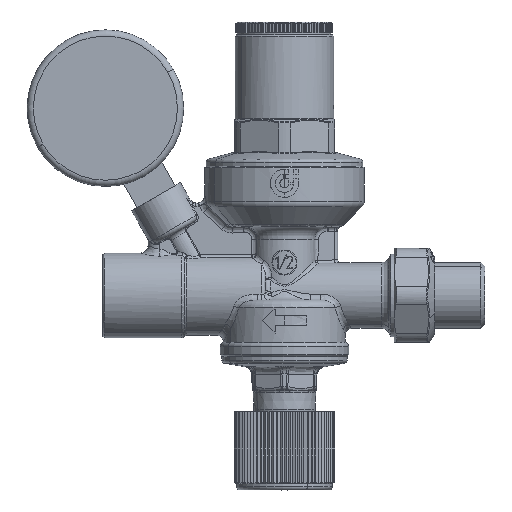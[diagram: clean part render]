
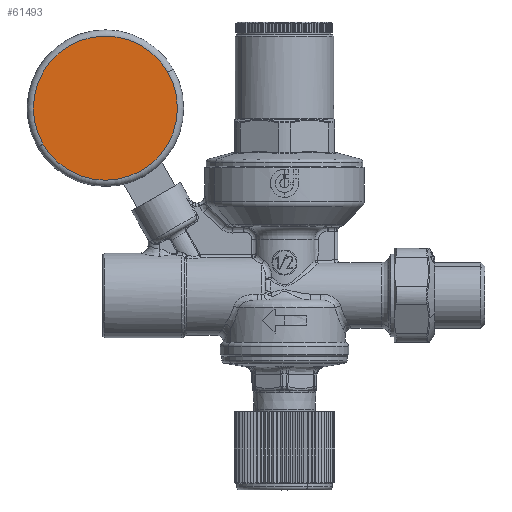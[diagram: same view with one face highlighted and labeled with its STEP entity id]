
A CAD part, left-side view. The second image highlights one B-rep face of the part: STEP entity #61493.
In plain terms, the highlighted planar face has unit normal (-1, 0, 0).
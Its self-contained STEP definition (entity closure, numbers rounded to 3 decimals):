
#61349=CARTESIAN_POINT('Vertex',(-10.224,37.217,71.247)) ;
#61352=CARTESIAN_POINT('Axis2P3D Location',(-10.224,57.162,59.794)) ;
#61356=CARTESIAN_POINT('Vertex',(-10.224,77.108,48.34)) ;
#61472=CARTESIAN_POINT('Axis2P3D Location',(-10.224,57.162,59.794)) ;
#61484=CARTESIAN_POINT('Axis2P3D Location',(-10.224,35.002,21.204)) ;
#61353=DIRECTION('Axis2P3D Direction',(1.,0.,-0.)) ;
#61473=DIRECTION('Axis2P3D Direction',(1.,-0.,0.)) ;
#61485=DIRECTION('Axis2P3D Direction',(1.,-0.,0.)) ;
#61486=DIRECTION('Axis2P3D XDirection',(0.,0.867,-0.498)) ;
#61354=AXIS2_PLACEMENT_3D('Circle Axis2P3D',#61352,#61353,$) ;
#61474=AXIS2_PLACEMENT_3D('Circle Axis2P3D',#61472,#61473,$) ;
#61487=AXIS2_PLACEMENT_3D('Plane Axis2P3D',#61484,#61485,#61486) ;
#61490=ORIENTED_EDGE('',*,*,#61476,.F.) ;
#61491=ORIENTED_EDGE('',*,*,#61358,.F.) ;
#61493=ADVANCED_FACE('PartBody',(#61492),#61488,.F.) ;
#61355=CIRCLE('generated circle',#61354,23.) ;
#61475=CIRCLE('generated circle',#61474,23.) ;
#61358=EDGE_CURVE('',#61350,#61357,#61355,.T.) ;
#61476=EDGE_CURVE('',#61357,#61350,#61475,.T.) ;
#61489=EDGE_LOOP('',(#61490,#61491)) ;
#61492=FACE_OUTER_BOUND('',#61489,.T.) ;
#61488=PLANE('',#61487) ;
#61350=VERTEX_POINT('',#61349) ;
#61357=VERTEX_POINT('',#61356) ;
